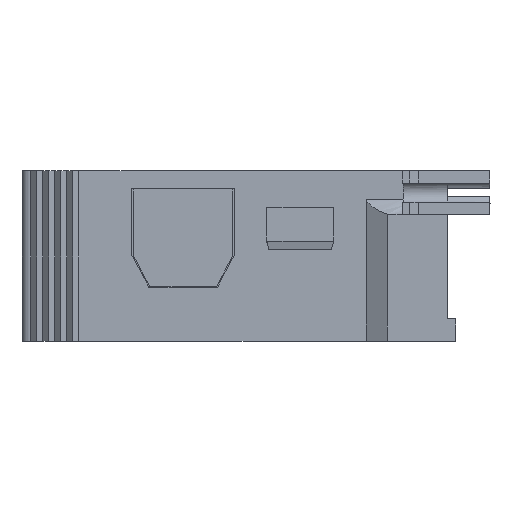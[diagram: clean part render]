
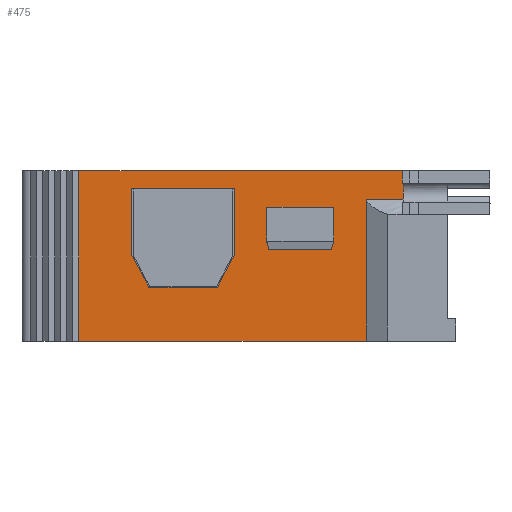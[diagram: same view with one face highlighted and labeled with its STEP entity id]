
A CAD part, left-side view. The second image highlights one B-rep face of the part: STEP entity #475.
In plain terms, the highlighted planar face has unit normal (-1, 0, 0).
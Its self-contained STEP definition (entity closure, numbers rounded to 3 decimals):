
#195=B_SPLINE_CURVE_WITH_KNOTS('',3,(#6286,#6287,#6288,#6289),
 .UNSPECIFIED.,.F.,.F.,(4,4),(0.,1.),.UNSPECIFIED.);
#268=FACE_BOUND('',#1082,.T.);
#269=FACE_BOUND('',#1083,.T.);
#270=FACE_BOUND('',#1084,.T.);
#475=ADVANCED_FACE('',(#268,#269,#270),#671,.T.);
#671=PLANE('',#4306);
#1082=EDGE_LOOP('',(#1798,#1799,#1800,#1801,#1802,#1803));
#1083=EDGE_LOOP('',(#1804,#1805,#1806,#1807));
#1084=EDGE_LOOP('',(#1808,#1809,#1810,#1811,#1812,#1813));
#1798=ORIENTED_EDGE('',*,*,#2947,.T.);
#1799=ORIENTED_EDGE('',*,*,#2938,.T.);
#1800=ORIENTED_EDGE('',*,*,#2940,.T.);
#1801=ORIENTED_EDGE('',*,*,#2942,.T.);
#1802=ORIENTED_EDGE('',*,*,#2944,.T.);
#1803=ORIENTED_EDGE('',*,*,#2946,.T.);
#1804=ORIENTED_EDGE('',*,*,#2994,.T.);
#1805=ORIENTED_EDGE('',*,*,#2992,.T.);
#1806=ORIENTED_EDGE('',*,*,#2951,.T.);
#1807=ORIENTED_EDGE('',*,*,#2985,.T.);
#1808=ORIENTED_EDGE('',*,*,#2995,.T.);
#1809=ORIENTED_EDGE('',*,*,#2996,.T.);
#1810=ORIENTED_EDGE('',*,*,#2997,.T.);
#1811=ORIENTED_EDGE('',*,*,#2998,.F.);
#1812=ORIENTED_EDGE('',*,*,#2999,.T.);
#1813=ORIENTED_EDGE('',*,*,#3000,.T.);
#2481=VERTEX_POINT('',#6143);
#2482=VERTEX_POINT('',#6145);
#2483=VERTEX_POINT('',#6149);
#2484=VERTEX_POINT('',#6153);
#2485=VERTEX_POINT('',#6157);
#2486=VERTEX_POINT('',#6161);
#2487=VERTEX_POINT('',#6167);
#2490=VERTEX_POINT('',#6172);
#2512=VERTEX_POINT('',#6251);
#2516=VERTEX_POINT('',#6278);
#2517=VERTEX_POINT('',#6284);
#2518=VERTEX_POINT('',#6285);
#2519=VERTEX_POINT('',#6290);
#2520=VERTEX_POINT('',#6292);
#2521=VERTEX_POINT('',#6294);
#2522=VERTEX_POINT('',#6296);
#2938=EDGE_CURVE('',#2481,#2482,#3442,.T.);
#2940=EDGE_CURVE('',#2482,#2483,#3444,.T.);
#2942=EDGE_CURVE('',#2483,#2484,#3446,.T.);
#2944=EDGE_CURVE('',#2484,#2485,#3448,.T.);
#2946=EDGE_CURVE('',#2485,#2486,#3450,.T.);
#2947=EDGE_CURVE('',#2486,#2481,#3451,.T.);
#2951=EDGE_CURVE('',#2487,#2490,#3453,.T.);
#2985=EDGE_CURVE('',#2490,#2512,#3484,.T.);
#2992=EDGE_CURVE('',#2516,#2487,#3489,.T.);
#2994=EDGE_CURVE('',#2512,#2516,#3490,.T.);
#2995=EDGE_CURVE('',#2517,#2518,#3491,.T.);
#2996=EDGE_CURVE('',#2518,#2519,#195,.T.);
#2997=EDGE_CURVE('',#2519,#2520,#3492,.T.);
#2998=EDGE_CURVE('',#2521,#2520,#3493,.T.);
#2999=EDGE_CURVE('',#2521,#2522,#3494,.T.);
#3000=EDGE_CURVE('',#2522,#2517,#3495,.T.);
#3442=LINE('',#6146,#3909);
#3444=LINE('',#6150,#3911);
#3446=LINE('',#6154,#3913);
#3448=LINE('',#6158,#3915);
#3450=LINE('',#6162,#3917);
#3451=LINE('',#6164,#3918);
#3453=LINE('',#6173,#3920);
#3484=LINE('',#6252,#3951);
#3489=LINE('',#6277,#3956);
#3490=LINE('',#6281,#3957);
#3491=LINE('',#6283,#3958);
#3492=LINE('',#6291,#3959);
#3493=LINE('',#6293,#3960);
#3494=LINE('',#6295,#3961);
#3495=LINE('',#6297,#3962);
#3909=VECTOR('',#4934,1.);
#3911=VECTOR('',#4938,1.);
#3913=VECTOR('',#4942,1.);
#3915=VECTOR('',#4946,1.);
#3917=VECTOR('',#4950,1.);
#3918=VECTOR('',#4953,1.);
#3920=VECTOR('',#4961,1.);
#3951=VECTOR('',#5020,1.);
#3956=VECTOR('',#5035,1.);
#3957=VECTOR('',#5040,1.);
#3958=VECTOR('',#5043,1.);
#3959=VECTOR('',#5044,1.);
#3960=VECTOR('',#5045,1.);
#3961=VECTOR('',#5046,1.);
#3962=VECTOR('',#5047,1.);
#4306=AXIS2_PLACEMENT_3D('',#6298,#5048,#5049);
#4934=DIRECTION('',(0.,0.,-1.));
#4938=DIRECTION('',(0.,0.467,-0.884));
#4942=DIRECTION('',(0.,1.,0.));
#4946=DIRECTION('',(0.,0.472,0.882));
#4950=DIRECTION('',(0.,0.,1.));
#4953=DIRECTION('',(0.,-1.,0.));
#4961=DIRECTION('',(0.,0.,-1.));
#5020=DIRECTION('',(0.,1.,0.));
#5035=DIRECTION('',(0.,-1.,0.));
#5040=DIRECTION('',(0.,0.,1.));
#5043=DIRECTION('',(0.,-1.,0.));
#5044=DIRECTION('',(0.,1.,0.));
#5045=DIRECTION('',(0.,0.,1.));
#5046=DIRECTION('',(0.,-1.,0.));
#5047=DIRECTION('',(0.,0.,1.));
#5048=DIRECTION('',(-1.,0.,0.));
#5049=DIRECTION('',(0.,-1.,0.));
#6143=CARTESIAN_POINT('',(-7.505,59.895,-105.586));
#6145=CARTESIAN_POINT('',(-7.505,59.895,-113.486));
#6146=CARTESIAN_POINT('',(-7.505,59.895,-105.586));
#6149=CARTESIAN_POINT('',(-7.505,61.849,-117.186));
#6150=CARTESIAN_POINT('',(-7.505,59.895,-113.486));
#6153=CARTESIAN_POINT('',(-7.505,69.917,-117.186));
#6154=CARTESIAN_POINT('',(-7.505,61.849,-117.186));
#6157=CARTESIAN_POINT('',(-7.505,71.895,-113.486));
#6158=CARTESIAN_POINT('',(-7.505,69.917,-117.186));
#6161=CARTESIAN_POINT('',(-7.505,71.895,-105.586));
#6162=CARTESIAN_POINT('',(-7.505,71.895,-113.486));
#6164=CARTESIAN_POINT('',(-7.505,71.895,-105.586));
#6167=CARTESIAN_POINT('',(-7.505,50.72,-107.806));
#6172=CARTESIAN_POINT('',(-7.505,50.72,-112.786));
#6173=CARTESIAN_POINT('',(-7.505,50.72,-107.806));
#6251=CARTESIAN_POINT('',(-7.505,53.52,-112.786));
#6252=CARTESIAN_POINT('',(-7.505,50.72,-112.786));
#6277=CARTESIAN_POINT('',(-7.505,53.52,-107.806));
#6278=CARTESIAN_POINT('',(-7.505,53.52,-107.806));
#6281=CARTESIAN_POINT('',(-7.505,53.52,-112.786));
#6283=CARTESIAN_POINT('',(-7.505,44.382,-106.876));
#6284=CARTESIAN_POINT('',(-7.505,44.382,-106.876));
#6285=CARTESIAN_POINT('',(-7.505,39.945,-106.876));
#6286=CARTESIAN_POINT('',(-7.505,39.945,-106.876));
#6287=CARTESIAN_POINT('',(-7.505,39.945,-105.763));
#6288=CARTESIAN_POINT('',(-7.505,39.945,-104.649));
#6289=CARTESIAN_POINT('',(-7.505,39.945,-103.536));
#6290=CARTESIAN_POINT('',(-7.505,39.945,-103.536));
#6291=CARTESIAN_POINT('',(-7.505,39.945,-103.536));
#6292=CARTESIAN_POINT('',(-7.505,78.136,-103.536));
#6293=CARTESIAN_POINT('',(-7.505,78.136,-123.536));
#6294=CARTESIAN_POINT('',(-7.505,78.136,-123.536));
#6295=CARTESIAN_POINT('',(-7.505,78.136,-123.536));
#6296=CARTESIAN_POINT('',(-7.505,44.382,-123.536));
#6297=CARTESIAN_POINT('',(-7.505,44.382,-123.536));
#6298=CARTESIAN_POINT('',(-7.505,78.236,-123.636));
